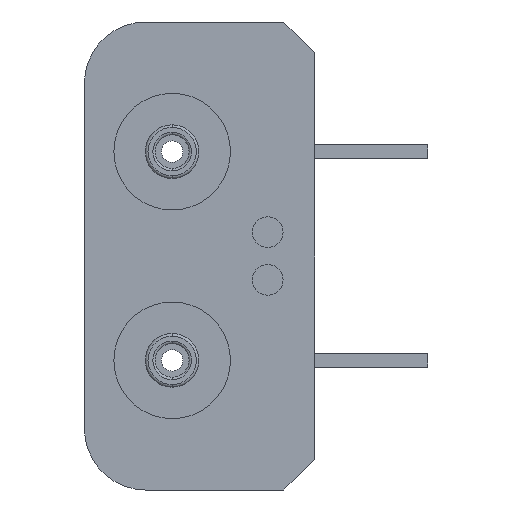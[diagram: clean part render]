
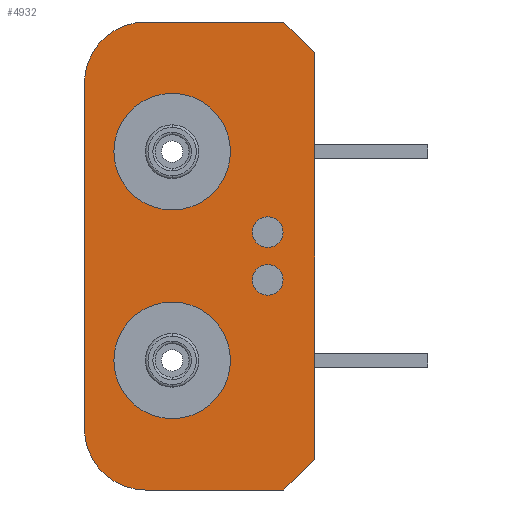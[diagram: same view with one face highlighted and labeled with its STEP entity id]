
A CAD part, left-side view. The second image highlights one B-rep face of the part: STEP entity #4932.
In plain terms, the highlighted planar face has unit normal (-1, 0, 0).
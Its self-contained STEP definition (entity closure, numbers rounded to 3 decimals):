
#34 = DIRECTION ( 'NONE',  ( -1., 0., 0. ) ) ;
#162 = AXIS2_PLACEMENT_3D ( 'NONE', #3484, #3530, #9974 ) ;
#191 = CARTESIAN_POINT ( 'NONE',  ( -29., 3.05, 9.175 ) ) ;
#484 = ORIENTED_EDGE ( 'NONE', *, *, #9011, .F. ) ;
#557 = ORIENTED_EDGE ( 'NONE', *, *, #704, .F. ) ;
#602 = CARTESIAN_POINT ( 'NONE',  ( -29., -2.037, -3.587 ) ) ;
#656 = VERTEX_POINT ( 'NONE', #11137 ) ;
#704 = EDGE_CURVE ( 'NONE', #11369, #2543, #5832, .T. ) ;
#807 = ORIENTED_EDGE ( 'NONE', *, *, #13177, .T. ) ;
#845 = AXIS2_PLACEMENT_3D ( 'NONE', #1519, #5797, #11015 ) ;
#884 = DIRECTION ( 'NONE',  ( 0., 0., -1. ) ) ;
#1050 = EDGE_CURVE ( 'NONE', #9769, #9364, #4320, .T. ) ;
#1147 = AXIS2_PLACEMENT_3D ( 'NONE', #7785, #9840, #9934 ) ;
#1387 = DIRECTION ( 'NONE',  ( 0., -0.707, 0.707 ) ) ;
#1396 = CARTESIAN_POINT ( 'NONE',  ( -29., 1.55, 22.875 ) ) ;
#1519 = CARTESIAN_POINT ( 'NONE',  ( -29., 1.55, 0. ) ) ;
#1532 = LINE ( 'NONE', #6003, #4176 ) ;
#1671 = VECTOR ( 'NONE', #5847, 1000. ) ;
#1940 = CARTESIAN_POINT ( 'NONE',  ( -29., 9.28, 0.825 ) ) ;
#2026 = VECTOR ( 'NONE', #4140, 1000. ) ;
#2221 = DIRECTION ( 'NONE',  ( 0., 0., 1. ) ) ;
#2225 = CARTESIAN_POINT ( 'NONE',  ( -29., 9.28, 10.625 ) ) ;
#2304 = CARTESIAN_POINT ( 'NONE',  ( -29., 9.28, -2.975 ) ) ;
#2328 = AXIS2_PLACEMENT_3D ( 'NONE', #8136, #2765, #2802 ) ;
#2543 = VERTEX_POINT ( 'NONE', #6887 ) ;
#2545 = CIRCLE ( 'NONE', #1147, 4. ) ;
#2581 = CARTESIAN_POINT ( 'NONE',  ( -29., 3.05, 6.075 ) ) ;
#2638 = EDGE_LOOP ( 'NONE', ( #7539, #6236 ) ) ;
#2656 = PLANE ( 'NONE',  #845 ) ;
#2711 = EDGE_CURVE ( 'NONE', #10918, #8680, #6092, .T. ) ;
#2765 = DIRECTION ( 'NONE',  ( -1., 0., 0. ) ) ;
#2802 = DIRECTION ( 'NONE',  ( 0., 0., 1. ) ) ;
#2833 = CIRCLE ( 'NONE', #5039, 4. ) ;
#2852 = EDGE_CURVE ( 'NONE', #9364, #9769, #12949, .T. ) ;
#3064 = LINE ( 'NONE', #602, #4910 ) ;
#3212 = CARTESIAN_POINT ( 'NONE',  ( -29., 15., 18.875 ) ) ;
#3484 = CARTESIAN_POINT ( 'NONE',  ( -29., 9.28, 0.825 ) ) ;
#3530 = DIRECTION ( 'NONE',  ( 1., 0., 0. ) ) ;
#3688 = DIRECTION ( 'NONE',  ( 0., 0., 1. ) ) ;
#3902 = CARTESIAN_POINT ( 'NONE',  ( -29., 9.28, 18.225 ) ) ;
#4008 = DIRECTION ( 'NONE',  ( -1., 0., 0. ) ) ;
#4137 = EDGE_LOOP ( 'NONE', ( #4510, #12110 ) ) ;
#4140 = DIRECTION ( 'NONE',  ( 0., -1., 0. ) ) ;
#4171 = CARTESIAN_POINT ( 'NONE',  ( -29., 3.05, 8.175 ) ) ;
#4176 = VECTOR ( 'NONE', #13473, 1000. ) ;
#4226 = LINE ( 'NONE', #7784, #9581 ) ;
#4229 = DIRECTION ( 'NONE',  ( 0., 0., 1. ) ) ;
#4320 = CIRCLE ( 'NONE', #7797, 1. ) ;
#4371 = DIRECTION ( 'NONE',  ( 0., -1., 0. ) ) ;
#4379 = DIRECTION ( 'NONE',  ( -1., 0., 0. ) ) ;
#4438 = DIRECTION ( 'NONE',  ( 0., 0., 1. ) ) ;
#4454 = ORIENTED_EDGE ( 'NONE', *, *, #12562, .F. ) ;
#4462 = CARTESIAN_POINT ( 'NONE',  ( -29., 0., -5.625 ) ) ;
#4510 = ORIENTED_EDGE ( 'NONE', *, *, #2711, .T. ) ;
#4526 = AXIS2_PLACEMENT_3D ( 'NONE', #6429, #34, #4229 ) ;
#4553 = DIRECTION ( 'NONE',  ( -1., 0., 0. ) ) ;
#4680 = DIRECTION ( 'NONE',  ( -1., 0., 0. ) ) ;
#4910 = VECTOR ( 'NONE', #1387, 1000. ) ;
#4932 = ADVANCED_FACE ( 'NONE', ( #7043, #12722, #5716, #12528, #9046 ), #2656, .T. ) ;
#5039 = AXIS2_PLACEMENT_3D ( 'NONE', #9850, #11900, #4438 ) ;
#5046 = CARTESIAN_POINT ( 'NONE',  ( -29., 3.05, 9.175 ) ) ;
#5294 = ORIENTED_EDGE ( 'NONE', *, *, #5493, .T. ) ;
#5493 = EDGE_CURVE ( 'NONE', #8085, #10538, #2833, .T. ) ;
#5519 = VERTEX_POINT ( 'NONE', #9945 ) ;
#5656 = VERTEX_POINT ( 'NONE', #12390 ) ;
#5706 = CARTESIAN_POINT ( 'NONE',  ( -29., 9.28, 14.425 ) ) ;
#5716 = FACE_OUTER_BOUND ( 'NONE', #13005, .T. ) ;
#5741 = VERTEX_POINT ( 'NONE', #3902 ) ;
#5784 = EDGE_CURVE ( 'NONE', #12081, #8085, #1532, .T. ) ;
#5797 = DIRECTION ( 'NONE',  ( -1., 0., 0. ) ) ;
#5817 = VERTEX_POINT ( 'NONE', #6291 ) ;
#5832 = CIRCLE ( 'NONE', #2328, 1. ) ;
#5847 = DIRECTION ( 'NONE',  ( 0., 0.707, 0.707 ) ) ;
#5887 = EDGE_LOOP ( 'NONE', ( #12126, #4454 ) ) ;
#5889 = CIRCLE ( 'NONE', #4526, 3.8 ) ;
#6003 = CARTESIAN_POINT ( 'NONE',  ( -29., 15., 0. ) ) ;
#6092 = CIRCLE ( 'NONE', #162, 3.8 ) ;
#6236 = ORIENTED_EDGE ( 'NONE', *, *, #1050, .F. ) ;
#6291 = CARTESIAN_POINT ( 'NONE',  ( -29., 2., -7.625 ) ) ;
#6429 = CARTESIAN_POINT ( 'NONE',  ( -29., 9.28, 14.425 ) ) ;
#6887 = CARTESIAN_POINT ( 'NONE',  ( -29., 3.05, 5.075 ) ) ;
#6909 = EDGE_CURVE ( 'NONE', #2543, #11369, #9771, .T. ) ;
#7043 = FACE_BOUND ( 'NONE', #13283, .T. ) ;
#7108 = AXIS2_PLACEMENT_3D ( 'NONE', #5046, #4008, #9389 ) ;
#7252 = EDGE_CURVE ( 'NONE', #5817, #8792, #3064, .T. ) ;
#7299 = CARTESIAN_POINT ( 'NONE',  ( -29., 0., 0. ) ) ;
#7539 = ORIENTED_EDGE ( 'NONE', *, *, #2852, .F. ) ;
#7557 = LINE ( 'NONE', #7299, #13569 ) ;
#7773 = CIRCLE ( 'NONE', #10643, 3.8 ) ;
#7784 = CARTESIAN_POINT ( 'NONE',  ( -29., 1.55, -7.625 ) ) ;
#7785 = CARTESIAN_POINT ( 'NONE',  ( -29., 11., 18.875 ) ) ;
#7797 = AXIS2_PLACEMENT_3D ( 'NONE', #191, #4379, #2221 ) ;
#7897 = DIRECTION ( 'NONE',  ( 0., 0., 1. ) ) ;
#7981 = EDGE_CURVE ( 'NONE', #10538, #5817, #4226, .T. ) ;
#8085 = VERTEX_POINT ( 'NONE', #8807 ) ;
#8136 = CARTESIAN_POINT ( 'NONE',  ( -29., 3.05, 6.075 ) ) ;
#8236 = ORIENTED_EDGE ( 'NONE', *, *, #6909, .F. ) ;
#8577 = CIRCLE ( 'NONE', #12274, 3.8 ) ;
#8617 = DIRECTION ( 'NONE',  ( 0., 0., -1. ) ) ;
#8680 = VERTEX_POINT ( 'NONE', #2304 ) ;
#8750 = ORIENTED_EDGE ( 'NONE', *, *, #12614, .F. ) ;
#8792 = VERTEX_POINT ( 'NONE', #4462 ) ;
#8807 = CARTESIAN_POINT ( 'NONE',  ( -29., 15., -3.625 ) ) ;
#9011 = EDGE_CURVE ( 'NONE', #5656, #656, #12056, .T. ) ;
#9046 = FACE_BOUND ( 'NONE', #5887, .T. ) ;
#9172 = VERTEX_POINT ( 'NONE', #2225 ) ;
#9178 = ORIENTED_EDGE ( 'NONE', *, *, #7981, .T. ) ;
#9320 = CARTESIAN_POINT ( 'NONE',  ( -29., 9.28, 4.625 ) ) ;
#9364 = VERTEX_POINT ( 'NONE', #10868 ) ;
#9389 = DIRECTION ( 'NONE',  ( 0., 0., 1. ) ) ;
#9581 = VECTOR ( 'NONE', #4371, 1000. ) ;
#9769 = VERTEX_POINT ( 'NONE', #4171 ) ;
#9771 = CIRCLE ( 'NONE', #13814, 1. ) ;
#9840 = DIRECTION ( 'NONE',  ( -1., 0., 0. ) ) ;
#9850 = CARTESIAN_POINT ( 'NONE',  ( -29., 11., -3.625 ) ) ;
#9934 = DIRECTION ( 'NONE',  ( 0., 0., 1. ) ) ;
#9945 = CARTESIAN_POINT ( 'NONE',  ( -29., 0., 20.875 ) ) ;
#9974 = DIRECTION ( 'NONE',  ( 0., 0., -1. ) ) ;
#10284 = CARTESIAN_POINT ( 'NONE',  ( -29., 3.05, 7.075 ) ) ;
#10294 = EDGE_CURVE ( 'NONE', #5519, #656, #13216, .T. ) ;
#10512 = EDGE_CURVE ( 'NONE', #5741, #9172, #7773, .T. ) ;
#10538 = VERTEX_POINT ( 'NONE', #11153 ) ;
#10643 = AXIS2_PLACEMENT_3D ( 'NONE', #5706, #4680, #3688 ) ;
#10868 = CARTESIAN_POINT ( 'NONE',  ( -29., 3.05, 10.175 ) ) ;
#10918 = VERTEX_POINT ( 'NONE', #9320 ) ;
#10950 = ORIENTED_EDGE ( 'NONE', *, *, #5784, .T. ) ;
#11015 = DIRECTION ( 'NONE',  ( 0., 0., 1. ) ) ;
#11137 = CARTESIAN_POINT ( 'NONE',  ( -29., 2., 22.875 ) ) ;
#11153 = CARTESIAN_POINT ( 'NONE',  ( -29., 11., -7.625 ) ) ;
#11369 = VERTEX_POINT ( 'NONE', #10284 ) ;
#11493 = EDGE_CURVE ( 'NONE', #8680, #10918, #8577, .T. ) ;
#11900 = DIRECTION ( 'NONE',  ( -1., 0., 0. ) ) ;
#11947 = ORIENTED_EDGE ( 'NONE', *, *, #10294, .T. ) ;
#12056 = LINE ( 'NONE', #1396, #2026 ) ;
#12081 = VERTEX_POINT ( 'NONE', #3212 ) ;
#12110 = ORIENTED_EDGE ( 'NONE', *, *, #11493, .T. ) ;
#12126 = ORIENTED_EDGE ( 'NONE', *, *, #10512, .F. ) ;
#12192 = CARTESIAN_POINT ( 'NONE',  ( -29., -9.663, 11.213 ) ) ;
#12274 = AXIS2_PLACEMENT_3D ( 'NONE', #1940, #13738, #884 ) ;
#12390 = CARTESIAN_POINT ( 'NONE',  ( -29., 11., 22.875 ) ) ;
#12489 = ORIENTED_EDGE ( 'NONE', *, *, #7252, .T. ) ;
#12528 = FACE_BOUND ( 'NONE', #4137, .T. ) ;
#12562 = EDGE_CURVE ( 'NONE', #9172, #5741, #5889, .T. ) ;
#12614 = EDGE_CURVE ( 'NONE', #5519, #8792, #7557, .T. ) ;
#12722 = FACE_BOUND ( 'NONE', #2638, .T. ) ;
#12949 = CIRCLE ( 'NONE', #7108, 1. ) ;
#13005 = EDGE_LOOP ( 'NONE', ( #484, #807, #10950, #5294, #9178, #12489, #8750, #11947 ) ) ;
#13177 = EDGE_CURVE ( 'NONE', #5656, #12081, #2545, .T. ) ;
#13216 = LINE ( 'NONE', #12192, #1671 ) ;
#13283 = EDGE_LOOP ( 'NONE', ( #557, #8236 ) ) ;
#13473 = DIRECTION ( 'NONE',  ( 0., 0., -1. ) ) ;
#13569 = VECTOR ( 'NONE', #8617, 1000. ) ;
#13738 = DIRECTION ( 'NONE',  ( 1., 0., 0. ) ) ;
#13814 = AXIS2_PLACEMENT_3D ( 'NONE', #2581, #4553, #7897 ) ;
